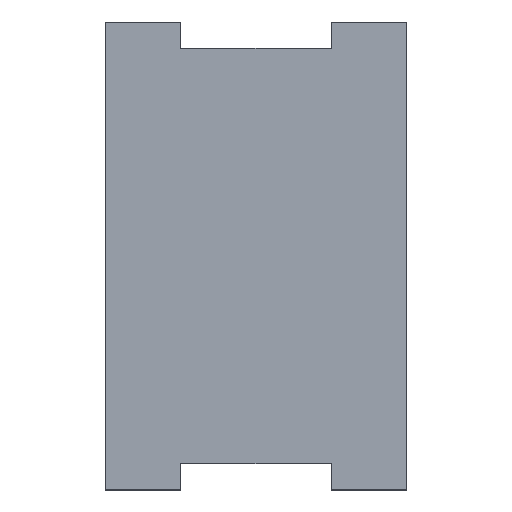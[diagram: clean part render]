
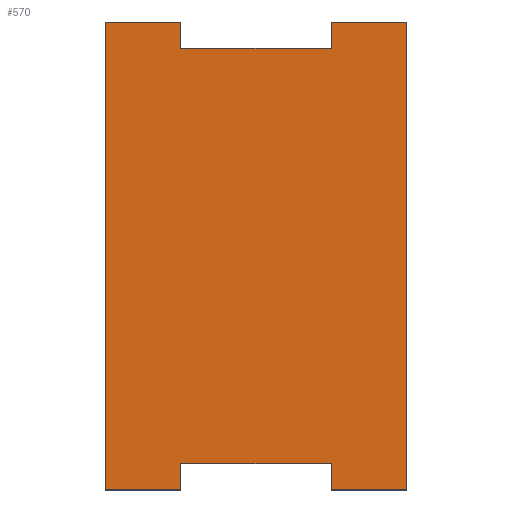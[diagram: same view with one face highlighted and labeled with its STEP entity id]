
A CAD part, top view. The second image highlights one B-rep face of the part: STEP entity #570.
In plain terms, the highlighted planar face has unit normal (0, 0, 1).
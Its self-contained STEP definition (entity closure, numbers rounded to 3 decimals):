
#4 = ORIENTED_EDGE ( 'NONE', *, *, #793, .T. ) ;
#12 = EDGE_CURVE ( 'NONE', #710, #648, #36, .T. ) ;
#28 = LINE ( 'NONE', #541, #823 ) ;
#30 = CARTESIAN_POINT ( 'NONE',  ( 0., -27.5, 5. ) ) ;
#36 = LINE ( 'NONE', #763, #746 ) ;
#44 = DIRECTION ( 'NONE',  ( -1., 0., 0. ) ) ;
#56 = DIRECTION ( 'NONE',  ( 0., -1., 0. ) ) ;
#58 = VECTOR ( 'NONE', #44, 1000. ) ;
#59 = LINE ( 'NONE', #111, #402 ) ;
#65 = EDGE_LOOP ( 'NONE', ( #264, #125, #849, #525, #791, #66, #451, #454, #4, #743, #790, #307 ) ) ;
#66 = ORIENTED_EDGE ( 'NONE', *, *, #12, .T. ) ;
#69 = VECTOR ( 'NONE', #326, 1000. ) ;
#81 = VECTOR ( 'NONE', #457, 1000. ) ;
#91 = EDGE_CURVE ( 'NONE', #683, #780, #28, .T. ) ;
#104 = EDGE_CURVE ( 'NONE', #430, #154, #178, .T. ) ;
#111 = CARTESIAN_POINT ( 'NONE',  ( 10., 0., 5. ) ) ;
#125 = ORIENTED_EDGE ( 'NONE', *, *, #800, .T. ) ;
#154 = VERTEX_POINT ( 'NONE', #777 ) ;
#178 = LINE ( 'NONE', #907, #491 ) ;
#179 = CARTESIAN_POINT ( 'NONE',  ( 0., -31., 5. ) ) ;
#184 = LINE ( 'NONE', #30, #914 ) ;
#186 = VERTEX_POINT ( 'NONE', #408 ) ;
#206 = CARTESIAN_POINT ( 'NONE',  ( -10., -31., 5. ) ) ;
#234 = DIRECTION ( 'NONE',  ( -1., 0., 0. ) ) ;
#249 = DIRECTION ( 'NONE',  ( 1., 0., 0. ) ) ;
#260 = LINE ( 'NONE', #459, #81 ) ;
#264 = ORIENTED_EDGE ( 'NONE', *, *, #431, .T. ) ;
#307 = ORIENTED_EDGE ( 'NONE', *, *, #848, .T. ) ;
#308 = CARTESIAN_POINT ( 'NONE',  ( 0., -31., 5. ) ) ;
#324 = VERTEX_POINT ( 'NONE', #877 ) ;
#326 = DIRECTION ( 'NONE',  ( 0., 1., 0. ) ) ;
#357 = VERTEX_POINT ( 'NONE', #804 ) ;
#376 = CARTESIAN_POINT ( 'NONE',  ( -20., 31., 5. ) ) ;
#398 = VECTOR ( 'NONE', #770, 1000. ) ;
#402 = VECTOR ( 'NONE', #636, 1000. ) ;
#408 = CARTESIAN_POINT ( 'NONE',  ( -10., -27.5, 5. ) ) ;
#425 = CARTESIAN_POINT ( 'NONE',  ( -10., 27.5, 5. ) ) ;
#430 = VERTEX_POINT ( 'NONE', #376 ) ;
#431 = EDGE_CURVE ( 'NONE', #186, #481, #184, .T. ) ;
#438 = LINE ( 'NONE', #308, #506 ) ;
#451 = ORIENTED_EDGE ( 'NONE', *, *, #476, .T. ) ;
#454 = ORIENTED_EDGE ( 'NONE', *, *, #91, .T. ) ;
#457 = DIRECTION ( 'NONE',  ( -1., 0., 0. ) ) ;
#459 = CARTESIAN_POINT ( 'NONE',  ( 0., 31., 5. ) ) ;
#463 = DIRECTION ( 'NONE',  ( 0., 0., 1. ) ) ;
#464 = DIRECTION ( 'NONE',  ( 0., 1., 0. ) ) ;
#468 = CARTESIAN_POINT ( 'NONE',  ( 20., 0., 5. ) ) ;
#476 = EDGE_CURVE ( 'NONE', #648, #683, #825, .T. ) ;
#481 = VERTEX_POINT ( 'NONE', #591 ) ;
#491 = VECTOR ( 'NONE', #56, 1000. ) ;
#505 = VECTOR ( 'NONE', #234, 1000. ) ;
#506 = VECTOR ( 'NONE', #592, 1000. ) ;
#518 = CARTESIAN_POINT ( 'NONE',  ( 10., 31., 5. ) ) ;
#525 = ORIENTED_EDGE ( 'NONE', *, *, #838, .T. ) ;
#534 = CARTESIAN_POINT ( 'NONE',  ( 0., 0., 5. ) ) ;
#541 = CARTESIAN_POINT ( 'NONE',  ( -10., 0., 5. ) ) ;
#559 = CARTESIAN_POINT ( 'NONE',  ( 10., -31., 5. ) ) ;
#570 = ADVANCED_FACE ( 'NONE', ( #887 ), #898, .T. ) ;
#591 = CARTESIAN_POINT ( 'NONE',  ( 10., -27.5, 5. ) ) ;
#592 = DIRECTION ( 'NONE',  ( 1., 0., 0. ) ) ;
#602 = VECTOR ( 'NONE', #765, 1000. ) ;
#619 = LINE ( 'NONE', #744, #58 ) ;
#636 = DIRECTION ( 'NONE',  ( 0., -1., 0. ) ) ;
#648 = VERTEX_POINT ( 'NONE', #867 ) ;
#661 = VERTEX_POINT ( 'NONE', #559 ) ;
#683 = VERTEX_POINT ( 'NONE', #425 ) ;
#687 = CARTESIAN_POINT ( 'NONE',  ( -10., 0., 5. ) ) ;
#710 = VERTEX_POINT ( 'NONE', #518 ) ;
#735 = CARTESIAN_POINT ( 'NONE',  ( 0., 27.5, 5. ) ) ;
#743 = ORIENTED_EDGE ( 'NONE', *, *, #104, .T. ) ;
#744 = CARTESIAN_POINT ( 'NONE',  ( 0., 31., 5. ) ) ;
#745 = EDGE_CURVE ( 'NONE', #661, #357, #438, .T. ) ;
#746 = VECTOR ( 'NONE', #757, 1000. ) ;
#757 = DIRECTION ( 'NONE',  ( 0., -1., 0. ) ) ;
#761 = LINE ( 'NONE', #179, #602 ) ;
#763 = CARTESIAN_POINT ( 'NONE',  ( 10., 0., 5. ) ) ;
#765 = DIRECTION ( 'NONE',  ( 1., 0., 0. ) ) ;
#770 = DIRECTION ( 'NONE',  ( 0., 1., 0. ) ) ;
#777 = CARTESIAN_POINT ( 'NONE',  ( -20., -31., 5. ) ) ;
#780 = VERTEX_POINT ( 'NONE', #852 ) ;
#790 = ORIENTED_EDGE ( 'NONE', *, *, #831, .T. ) ;
#791 = ORIENTED_EDGE ( 'NONE', *, *, #812, .T. ) ;
#793 = EDGE_CURVE ( 'NONE', #780, #430, #260, .T. ) ;
#798 = LINE ( 'NONE', #687, #398 ) ;
#800 = EDGE_CURVE ( 'NONE', #481, #661, #59, .T. ) ;
#804 = CARTESIAN_POINT ( 'NONE',  ( 20., -31., 5. ) ) ;
#805 = VERTEX_POINT ( 'NONE', #206 ) ;
#812 = EDGE_CURVE ( 'NONE', #324, #710, #619, .T. ) ;
#818 = DIRECTION ( 'NONE',  ( 1., 0., 0. ) ) ;
#823 = VECTOR ( 'NONE', #464, 1000. ) ;
#825 = LINE ( 'NONE', #735, #505 ) ;
#831 = EDGE_CURVE ( 'NONE', #154, #805, #761, .T. ) ;
#838 = EDGE_CURVE ( 'NONE', #357, #324, #843, .T. ) ;
#843 = LINE ( 'NONE', #468, #69 ) ;
#848 = EDGE_CURVE ( 'NONE', #805, #186, #798, .T. ) ;
#849 = ORIENTED_EDGE ( 'NONE', *, *, #745, .T. ) ;
#850 = AXIS2_PLACEMENT_3D ( 'NONE', #534, #463, #249 ) ;
#852 = CARTESIAN_POINT ( 'NONE',  ( -10., 31., 5. ) ) ;
#867 = CARTESIAN_POINT ( 'NONE',  ( 10., 27.5, 5. ) ) ;
#877 = CARTESIAN_POINT ( 'NONE',  ( 20., 31., 5. ) ) ;
#887 = FACE_OUTER_BOUND ( 'NONE', #65, .T. ) ;
#898 = PLANE ( 'NONE',  #850 ) ;
#907 = CARTESIAN_POINT ( 'NONE',  ( -20., 0., 5. ) ) ;
#914 = VECTOR ( 'NONE', #818, 1000. ) ;
